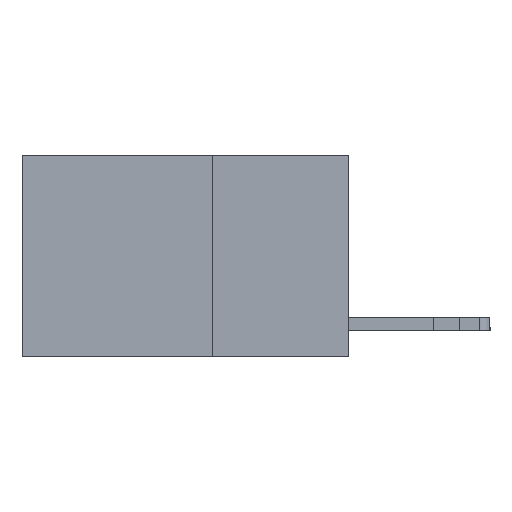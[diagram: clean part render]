
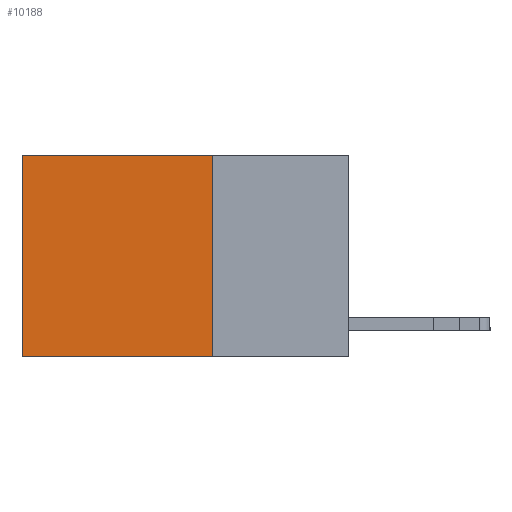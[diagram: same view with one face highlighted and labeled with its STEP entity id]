
A CAD part, left-side view. The second image highlights one B-rep face of the part: STEP entity #10188.
In plain terms, the highlighted planar face has unit normal (-1, 0, 0).
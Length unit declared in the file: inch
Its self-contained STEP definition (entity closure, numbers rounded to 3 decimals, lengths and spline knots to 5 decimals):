
#486 = VERTEX_POINT ( 'NONE', #10891 ) ;
#770 = ORIENTED_EDGE ( 'NONE', *, *, #6510, .F. ) ;
#801 = VECTOR ( 'NONE', #4068, 39.37008 ) ;
#863 = CARTESIAN_POINT ( 'NONE',  ( 0.2625, 0.25, 0. ) ) ;
#1703 = CARTESIAN_POINT ( 'NONE',  ( 0.2625, 0.6, 0. ) ) ;
#1722 = CARTESIAN_POINT ( 'NONE',  ( 0.2625, 0.25, -0.37 ) ) ;
#1914 = LINE ( 'NONE', #1703, #3107 ) ;
#1960 = ORIENTED_EDGE ( 'NONE', *, *, #6866, .T. ) ;
#2367 = AXIS2_PLACEMENT_3D ( 'NONE', #9083, #13368, #9150 ) ;
#3026 = DIRECTION ( 'NONE',  ( 0., 0., -1. ) ) ;
#3091 = CARTESIAN_POINT ( 'NONE',  ( 0.2625, 0.25, 0. ) ) ;
#3107 = VECTOR ( 'NONE', #5970, 39.37008 ) ;
#3206 = EDGE_LOOP ( 'NONE', ( #1960, #770, #4984, #10851 ) ) ;
#4068 = DIRECTION ( 'NONE',  ( 0., 1., 0. ) ) ;
#4984 = ORIENTED_EDGE ( 'NONE', *, *, #13361, .F. ) ;
#5278 = VERTEX_POINT ( 'NONE', #9756 ) ;
#5851 = FACE_OUTER_BOUND ( 'NONE', #3206, .T. ) ;
#5970 = DIRECTION ( 'NONE',  ( 0., 0., -1. ) ) ;
#5987 = LINE ( 'NONE', #1722, #8268 ) ;
#6300 = VERTEX_POINT ( 'NONE', #13363 ) ;
#6510 = EDGE_CURVE ( 'NONE', #6300, #9262, #5987, .T. ) ;
#6866 = EDGE_CURVE ( 'NONE', #5278, #9262, #1914, .T. ) ;
#7934 = VECTOR ( 'NONE', #3026, 39.37008 ) ;
#8039 = PLANE ( 'NONE',  #2367 ) ;
#8268 = VECTOR ( 'NONE', #10199, 39.37008 ) ;
#9083 = CARTESIAN_POINT ( 'NONE',  ( 0.2625, 0.25, 0. ) ) ;
#9150 = DIRECTION ( 'NONE',  ( 0., 0., -1. ) ) ;
#9262 = VERTEX_POINT ( 'NONE', #9849 ) ;
#9756 = CARTESIAN_POINT ( 'NONE',  ( 0.2625, 0.6, 0. ) ) ;
#9849 = CARTESIAN_POINT ( 'NONE',  ( 0.2625, 0.6, -0.37 ) ) ;
#10188 = ADVANCED_FACE ( 'NONE', ( #5851 ), #8039, .F. ) ;
#10199 = DIRECTION ( 'NONE',  ( 0., 1., 0. ) ) ;
#10469 = LINE ( 'NONE', #863, #7934 ) ;
#10851 = ORIENTED_EDGE ( 'NONE', *, *, #13263, .T. ) ;
#10891 = CARTESIAN_POINT ( 'NONE',  ( 0.2625, 0.25, 0. ) ) ;
#11716 = LINE ( 'NONE', #3091, #801 ) ;
#13263 = EDGE_CURVE ( 'NONE', #486, #5278, #11716, .T. ) ;
#13361 = EDGE_CURVE ( 'NONE', #486, #6300, #10469, .T. ) ;
#13363 = CARTESIAN_POINT ( 'NONE',  ( 0.2625, 0.25, -0.37 ) ) ;
#13368 = DIRECTION ( 'NONE',  ( 1., 0., 0. ) ) ;
